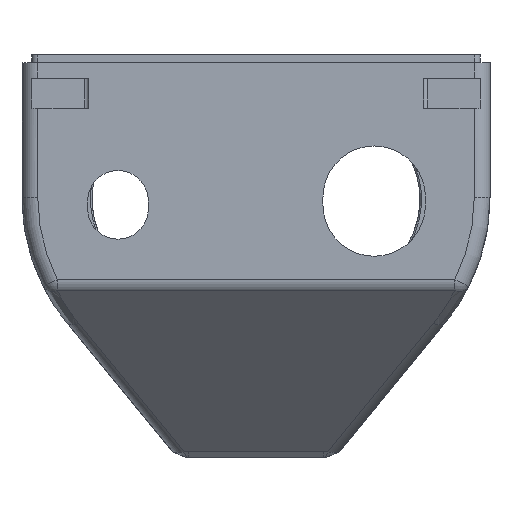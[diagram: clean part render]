
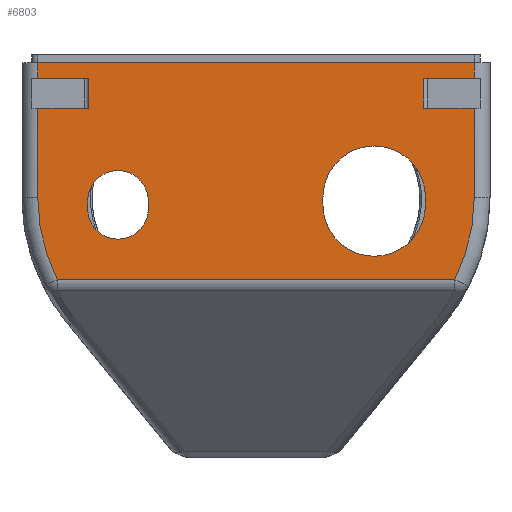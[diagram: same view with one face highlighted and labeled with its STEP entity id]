
A CAD part, front view. The second image highlights one B-rep face of the part: STEP entity #6803.
In plain terms, the highlighted planar face has unit normal (0, -1, 0).
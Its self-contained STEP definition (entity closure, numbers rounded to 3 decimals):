
#263=FACE_BOUND('',#1168,.T.);
#264=FACE_BOUND('',#1169,.T.);
#488=PLANE('',#7299);
#791=FACE_OUTER_BOUND('',#1167,.T.);
#1167=EDGE_LOOP('',(#5710,#5711,#5712,#5713,#5714,#5715,#5716,#5717,#5718,
#5719,#5720,#5721,#5722,#5723));
#1168=EDGE_LOOP('',(#5724,#5725,#5726,#5727));
#1169=EDGE_LOOP('',(#5728,#5729,#5730,#5731));
#1433=CIRCLE('',#7300,23.);
#1434=CIRCLE('',#7301,23.);
#1435=CIRCLE('',#7302,3.85);
#1436=CIRCLE('',#7303,3.85);
#1437=CIRCLE('',#7304,6.5);
#1438=CIRCLE('',#7305,6.5);
#1663=LINE('',#9778,#2343);
#1727=LINE('',#9934,#2407);
#1922=LINE('',#11649,#2602);
#1941=LINE('',#11719,#2621);
#1943=LINE('',#11725,#2623);
#1944=LINE('',#11728,#2624);
#1945=LINE('',#11730,#2625);
#1946=LINE('',#11732,#2626);
#1947=LINE('',#11734,#2627);
#1948=LINE('',#11738,#2628);
#1949=LINE('',#11741,#2629);
#1950=LINE('',#11742,#2630);
#1951=LINE('',#11747,#2631);
#1952=LINE('',#11750,#2632);
#1953=LINE('',#11753,#2633);
#1954=LINE('',#11757,#2634);
#2343=VECTOR('',#8008,10.);
#2407=VECTOR('',#8148,10.);
#2602=VECTOR('',#8565,10.);
#2621=VECTOR('',#8614,10.);
#2623=VECTOR('',#8618,10.);
#2624=VECTOR('',#8623,10.);
#2625=VECTOR('',#8624,10.);
#2626=VECTOR('',#8625,10.);
#2627=VECTOR('',#8626,10.);
#2628=VECTOR('',#8629,10.);
#2629=VECTOR('',#8632,10.);
#2630=VECTOR('',#8633,10.);
#2631=VECTOR('',#8636,10.);
#2632=VECTOR('',#8639,10.);
#2633=VECTOR('',#8640,10.);
#2634=VECTOR('',#8643,10.);
#3022=VERTEX_POINT('',#9775);
#3023=VERTEX_POINT('',#9777);
#3076=VERTEX_POINT('',#9931);
#3077=VERTEX_POINT('',#9933);
#3310=VERTEX_POINT('',#11646);
#3311=VERTEX_POINT('',#11648);
#3321=VERTEX_POINT('',#11722);
#3322=VERTEX_POINT('',#11724);
#3323=VERTEX_POINT('',#11729);
#3324=VERTEX_POINT('',#11731);
#3325=VERTEX_POINT('',#11733);
#3326=VERTEX_POINT('',#11735);
#3327=VERTEX_POINT('',#11737);
#3328=VERTEX_POINT('',#11740);
#3329=VERTEX_POINT('',#11743);
#3330=VERTEX_POINT('',#11744);
#3331=VERTEX_POINT('',#11746);
#3332=VERTEX_POINT('',#11748);
#3333=VERTEX_POINT('',#11751);
#3334=VERTEX_POINT('',#11752);
#3335=VERTEX_POINT('',#11754);
#3336=VERTEX_POINT('',#11756);
#3759=EDGE_CURVE('',#3023,#3022,#1663,.T.);
#3837=EDGE_CURVE('',#3077,#3076,#1727,.T.);
#4170=EDGE_CURVE('',#3311,#3310,#1922,.T.);
#4193=EDGE_CURVE('',#3311,#3076,#1941,.T.);
#4196=EDGE_CURVE('',#3321,#3322,#1943,.T.);
#4198=EDGE_CURVE('',#3023,#3310,#1944,.T.);
#4199=EDGE_CURVE('',#3022,#3323,#1945,.T.);
#4200=EDGE_CURVE('',#3323,#3324,#1946,.T.);
#4201=EDGE_CURVE('',#3325,#3324,#1947,.T.);
#4202=EDGE_CURVE('',#3326,#3325,#1433,.T.);
#4203=EDGE_CURVE('',#3327,#3326,#1948,.T.);
#4204=EDGE_CURVE('',#3322,#3327,#1434,.T.);
#4205=EDGE_CURVE('',#3321,#3328,#1949,.T.);
#4206=EDGE_CURVE('',#3328,#3077,#1950,.T.);
#4207=EDGE_CURVE('',#3329,#3330,#1435,.T.);
#4208=EDGE_CURVE('',#3330,#3331,#1951,.T.);
#4209=EDGE_CURVE('',#3331,#3332,#1436,.T.);
#4210=EDGE_CURVE('',#3332,#3329,#1952,.T.);
#4211=EDGE_CURVE('',#3333,#3334,#1953,.T.);
#4212=EDGE_CURVE('',#3334,#3335,#1437,.T.);
#4213=EDGE_CURVE('',#3335,#3336,#1954,.T.);
#4214=EDGE_CURVE('',#3336,#3333,#1438,.T.);
#5710=ORIENTED_EDGE('',*,*,#4170,.T.);
#5711=ORIENTED_EDGE('',*,*,#4198,.F.);
#5712=ORIENTED_EDGE('',*,*,#3759,.T.);
#5713=ORIENTED_EDGE('',*,*,#4199,.T.);
#5714=ORIENTED_EDGE('',*,*,#4200,.T.);
#5715=ORIENTED_EDGE('',*,*,#4201,.F.);
#5716=ORIENTED_EDGE('',*,*,#4202,.F.);
#5717=ORIENTED_EDGE('',*,*,#4203,.F.);
#5718=ORIENTED_EDGE('',*,*,#4204,.F.);
#5719=ORIENTED_EDGE('',*,*,#4196,.F.);
#5720=ORIENTED_EDGE('',*,*,#4205,.T.);
#5721=ORIENTED_EDGE('',*,*,#4206,.T.);
#5722=ORIENTED_EDGE('',*,*,#3837,.T.);
#5723=ORIENTED_EDGE('',*,*,#4193,.F.);
#5724=ORIENTED_EDGE('',*,*,#4207,.T.);
#5725=ORIENTED_EDGE('',*,*,#4208,.T.);
#5726=ORIENTED_EDGE('',*,*,#4209,.T.);
#5727=ORIENTED_EDGE('',*,*,#4210,.T.);
#5728=ORIENTED_EDGE('',*,*,#4211,.T.);
#5729=ORIENTED_EDGE('',*,*,#4212,.T.);
#5730=ORIENTED_EDGE('',*,*,#4213,.T.);
#5731=ORIENTED_EDGE('',*,*,#4214,.T.);
#6803=ADVANCED_FACE('',(#791,#263,#264),#488,.T.);
#7299=AXIS2_PLACEMENT_3D('',#11727,#8621,#8622);
#7300=AXIS2_PLACEMENT_3D('',#11736,#8627,#8628);
#7301=AXIS2_PLACEMENT_3D('',#11739,#8630,#8631);
#7302=AXIS2_PLACEMENT_3D('',#11745,#8634,#8635);
#7303=AXIS2_PLACEMENT_3D('',#11749,#8637,#8638);
#7304=AXIS2_PLACEMENT_3D('',#11755,#8641,#8642);
#7305=AXIS2_PLACEMENT_3D('',#11758,#8644,#8645);
#8008=DIRECTION('',(1.,0.,0.));
#8148=DIRECTION('',(1.,0.,0.));
#8565=DIRECTION('',(-1.,0.,0.));
#8614=DIRECTION('',(0.,0.,-1.));
#8618=DIRECTION('',(0.,0.,-1.));
#8621=DIRECTION('center_axis',(0.,-1.,0.));
#8622=DIRECTION('ref_axis',(0.,0.,-1.));
#8623=DIRECTION('',(0.,0.,1.));
#8624=DIRECTION('',(0.,0.,-1.));
#8625=DIRECTION('',(-1.,0.,0.));
#8626=DIRECTION('',(0.,0.,1.));
#8627=DIRECTION('center_axis',(0.,1.,0.));
#8628=DIRECTION('ref_axis',(-0.973,0.,-0.231));
#8629=DIRECTION('',(-1.,0.,0.));
#8630=DIRECTION('center_axis',(0.,1.,0.));
#8631=DIRECTION('ref_axis',(0.973,0.,-0.231));
#8632=DIRECTION('',(-1.,0.,0.));
#8633=DIRECTION('',(0.,0.,1.));
#8634=DIRECTION('center_axis',(0.,1.,0.));
#8635=DIRECTION('ref_axis',(1.,0.,0.));
#8636=DIRECTION('',(0.,0.,1.));
#8637=DIRECTION('center_axis',(0.,1.,0.));
#8638=DIRECTION('ref_axis',(-1.,0.,0.));
#8639=DIRECTION('',(0.,0.,-1.));
#8640=DIRECTION('',(0.,0.,-1.));
#8641=DIRECTION('center_axis',(0.,1.,0.));
#8642=DIRECTION('ref_axis',(1.,0.,0.));
#8643=DIRECTION('',(0.,0.,1.));
#8644=DIRECTION('center_axis',(0.,1.,0.));
#8645=DIRECTION('ref_axis',(-1.,0.,0.));
#9775=CARTESIAN_POINT('',(-21.25,-71.,24.07));
#9777=CARTESIAN_POINT('',(-27.7,-71.,24.07));
#9778=CARTESIAN_POINT('',(-10.625,-71.,24.07));
#9931=CARTESIAN_POINT('',(27.7,-71.,24.07));
#9933=CARTESIAN_POINT('',(21.25,-71.,24.07));
#9934=CARTESIAN_POINT('',(14.225,-71.,24.07));
#11646=CARTESIAN_POINT('',(-27.7,-71.,26.07));
#11648=CARTESIAN_POINT('',(27.7,-71.,26.07));
#11649=CARTESIAN_POINT('',(-0.075,-71.,26.07));
#11719=CARTESIAN_POINT('',(27.7,-71.,1.51));
#11722=CARTESIAN_POINT('',(27.7,-71.,20.27));
#11724=CARTESIAN_POINT('',(27.7,-71.,8.938));
#11725=CARTESIAN_POINT('',(27.7,-71.,1.51));
#11727=CARTESIAN_POINT('Origin',(0.,-71.,3.019));
#11728=CARTESIAN_POINT('',(-27.7,-71.,16.544));
#11729=CARTESIAN_POINT('',(-21.25,-71.,20.27));
#11730=CARTESIAN_POINT('',(-21.25,-71.,11.645));
#11731=CARTESIAN_POINT('',(-27.7,-71.,20.27));
#11732=CARTESIAN_POINT('',(-14.225,-71.,20.27));
#11733=CARTESIAN_POINT('',(-27.7,-71.,8.938));
#11734=CARTESIAN_POINT('',(-27.7,-71.,16.544));
#11735=CARTESIAN_POINT('',(-25.22,-71.,-1.452));
#11736=CARTESIAN_POINT('Origin',(-4.7,-71.,8.938));
#11737=CARTESIAN_POINT('',(25.22,-71.,-1.452));
#11738=CARTESIAN_POINT('',(-2.5,-71.,-1.452));
#11739=CARTESIAN_POINT('Origin',(4.7,-71.,8.938));
#11740=CARTESIAN_POINT('',(21.25,-71.,20.27));
#11741=CARTESIAN_POINT('',(10.625,-71.,20.27));
#11742=CARTESIAN_POINT('',(21.25,-71.,13.545));
#11743=CARTESIAN_POINT('',(-13.668,-71.,7.515));
#11744=CARTESIAN_POINT('',(-21.368,-71.,7.515));
#11745=CARTESIAN_POINT('Origin',(-17.518,-71.,7.515));
#11746=CARTESIAN_POINT('',(-21.368,-71.,8.515));
#11747=CARTESIAN_POINT('',(-21.368,-71.,5.767));
#11748=CARTESIAN_POINT('',(-13.668,-71.,8.515));
#11749=CARTESIAN_POINT('Origin',(-17.518,-71.,8.515));
#11750=CARTESIAN_POINT('',(-13.668,-71.,5.267));
#11751=CARTESIAN_POINT('',(21.5,-71.,8.987));
#11752=CARTESIAN_POINT('',(21.5,-71.,7.987));
#11753=CARTESIAN_POINT('',(21.5,-71.,5.503));
#11754=CARTESIAN_POINT('',(8.5,-71.,7.987));
#11755=CARTESIAN_POINT('Origin',(15.,-71.,7.987));
#11756=CARTESIAN_POINT('',(8.5,-71.,8.987));
#11757=CARTESIAN_POINT('',(8.5,-71.,6.003));
#11758=CARTESIAN_POINT('Origin',(15.,-71.,8.987));
